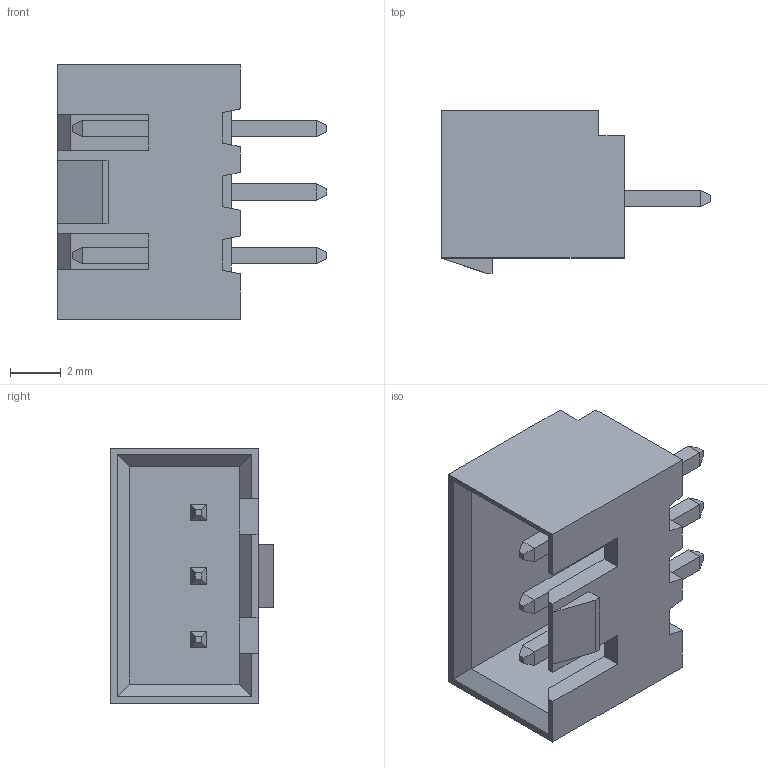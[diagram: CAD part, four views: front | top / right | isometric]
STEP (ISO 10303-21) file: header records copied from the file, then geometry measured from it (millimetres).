
FILE_DESCRIPTION (( 'STEP AP214' ), '1' );
FILE_NAME ('FWF25012-S03S22W1B-REF.STEP', '2024-12-04T07:42:56', ( '' ), ( '' ), 'SwSTEP 2.0', 'SolidWorks 2021', '' );
FILE_SCHEMA (( 'AUTOMOTIVE_DESIGN' ));
Length unit declared in the file: millimetre
Products named in the file (1): FWF25012-S03S22W1B-REF
Bounding box: 10.6 x 6.4 x 10 mm (x, y, z)
Volume: 180 mm3; surface area: 558.2 mm2
Topology: 1 solids, 1 shells, 103 faces, 255 edges, 160 vertices
Faces by surface type: plane 103
Entity records: 4116 total; most frequent: CARTESIAN_POINT 519, ORIENTED_EDGE 510, DIRECTION 463, VECTOR 255, LINE 255, EDGE_CURVE 255, VERTEX_POINT 160, EDGE_LOOP 109
